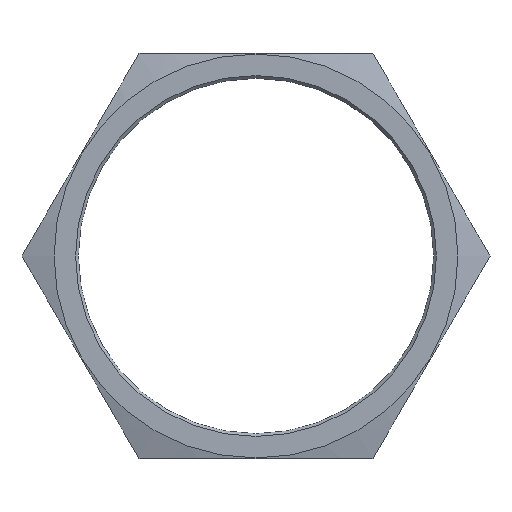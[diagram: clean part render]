
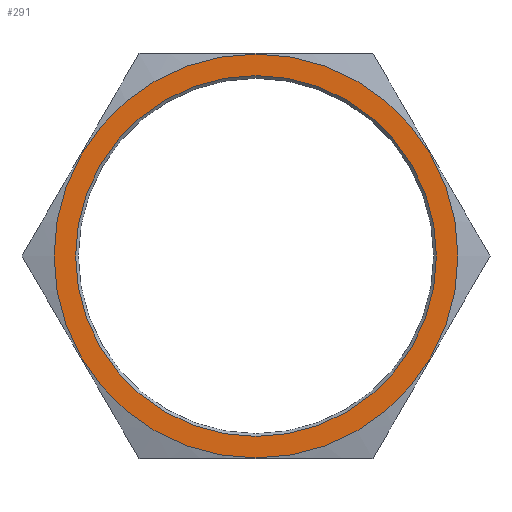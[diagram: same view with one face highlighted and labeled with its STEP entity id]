
A CAD part, left-side view. The second image highlights one B-rep face of the part: STEP entity #291.
In plain terms, the highlighted planar face has unit normal (-1, 0, 0).
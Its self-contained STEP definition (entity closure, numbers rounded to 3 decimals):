
#2 = DIRECTION ( 'NONE',  ( 0., 0., 1. ) ) ;
#3 = CARTESIAN_POINT ( 'NONE',  ( 0., 0., 0. ) ) ;
#4 = DIRECTION ( 'NONE',  ( 1., 0., 0. ) ) ;
#5 = CARTESIAN_POINT ( 'NONE',  ( 0., 0., 0. ) ) ;
#6 = EDGE_CURVE ( 'NONE', #474, #479, #500, .T. ) ;
#7 = EDGE_CURVE ( 'NONE', #476, #478, #502, .T. ) ;
#18 = AXIS2_PLACEMENT_3D ( 'NONE', #3, #4, #2 ) ;
#21 = EDGE_CURVE ( 'NONE', #479, #474, #517, .T. ) ;
#22 = AXIS2_PLACEMENT_3D ( 'NONE', #5, #48, #49 ) ;
#25 = AXIS2_PLACEMENT_3D ( 'NONE', #636, #637, #638 ) ;
#48 = DIRECTION ( 'NONE',  ( -1., 0., 0. ) ) ;
#49 = DIRECTION ( 'NONE',  ( 0., 0., 1. ) ) ;
#62 = EDGE_CURVE ( 'NONE', #478, #476, #526, .T. ) ;
#90 = AXIS2_PLACEMENT_3D ( 'NONE', #416, #422, #423 ) ;
#215 = ORIENTED_EDGE ( 'NONE', *, *, #6, .T. ) ;
#216 = ORIENTED_EDGE ( 'NONE', *, *, #21, .T. ) ;
#217 = ORIENTED_EDGE ( 'NONE', *, *, #7, .T. ) ;
#218 = ORIENTED_EDGE ( 'NONE', *, *, #62, .T. ) ;
#291 = ADVANCED_FACE ( 'NONE', ( #560, #567 ), #417, .T. ) ;
#350 = CARTESIAN_POINT ( 'NONE',  ( 0., 0., 0. ) ) ;
#351 = DIRECTION ( 'NONE',  ( -1., 0., 0. ) ) ;
#352 = DIRECTION ( 'NONE',  ( 0., 0., 1. ) ) ;
#416 = CARTESIAN_POINT ( 'NONE',  ( 0., 42.147, -73. ) ) ;
#417 = PLANE ( 'NONE',  #90 ) ;
#422 = DIRECTION ( 'NONE',  ( -1., 0., 0. ) ) ;
#423 = DIRECTION ( 'NONE',  ( 0., 0., 1. ) ) ;
#433 = CARTESIAN_POINT ( 'NONE',  ( 0., 0., -72.75 ) ) ;
#436 = CARTESIAN_POINT ( 'NONE',  ( 0., 0., -65. ) ) ;
#446 = CARTESIAN_POINT ( 'NONE',  ( 0., 0., 65. ) ) ;
#448 = CARTESIAN_POINT ( 'NONE',  ( 0., 0., 72.75 ) ) ;
#474 = VERTEX_POINT ( 'NONE', #446 ) ;
#476 = VERTEX_POINT ( 'NONE', #433 ) ;
#478 = VERTEX_POINT ( 'NONE', #448 ) ;
#479 = VERTEX_POINT ( 'NONE', #436 ) ;
#482 = EDGE_LOOP ( 'NONE', ( #215, #216 ) ) ;
#483 = EDGE_LOOP ( 'NONE', ( #217, #218 ) ) ;
#500 = CIRCLE ( 'NONE', #18, 65. ) ;
#502 = CIRCLE ( 'NONE', #22, 72.75 ) ;
#517 = CIRCLE ( 'NONE', #25, 65. ) ;
#526 = CIRCLE ( 'NONE', #605, 72.75 ) ;
#560 = FACE_BOUND ( 'NONE', #482, .T. ) ;
#567 = FACE_OUTER_BOUND ( 'NONE', #483, .T. ) ;
#605 = AXIS2_PLACEMENT_3D ( 'NONE', #350, #351, #352 ) ;
#636 = CARTESIAN_POINT ( 'NONE',  ( 0., 0., 0. ) ) ;
#637 = DIRECTION ( 'NONE',  ( 1., 0., 0. ) ) ;
#638 = DIRECTION ( 'NONE',  ( 0., 0., 1. ) ) ;
